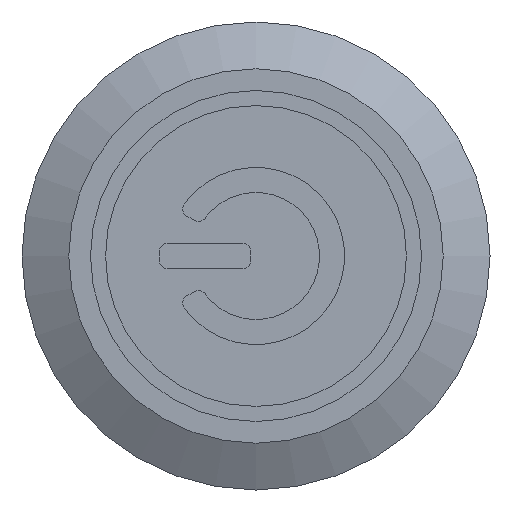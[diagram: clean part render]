
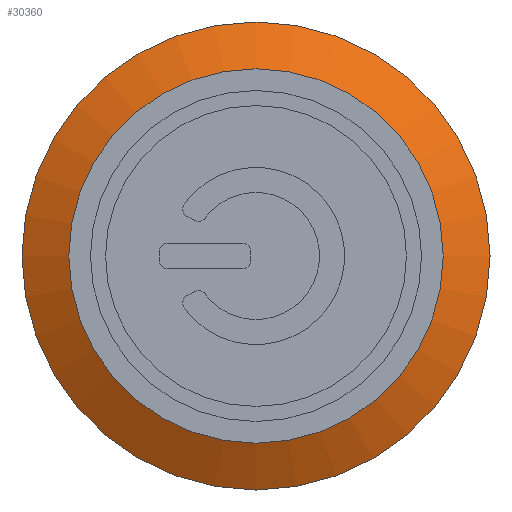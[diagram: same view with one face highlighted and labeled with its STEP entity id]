
A CAD part, left-side view. The second image highlights one B-rep face of the part: STEP entity #30360.
In plain terms, the highlighted conical face has half-angle 61.821 degrees and reference radius 12.6 mm.
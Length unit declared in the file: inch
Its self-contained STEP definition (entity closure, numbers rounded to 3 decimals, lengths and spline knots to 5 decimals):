
#58=CONICAL_SURFACE('',#31930,0.49606,1.079);
#200=CIRCLE('',#31920,0.55118);
#201=CIRCLE('',#31921,0.55118);
#206=CIRCLE('',#31929,0.44094);
#1109=FACE_OUTER_BOUND('',#2696,.T.);
#2696=EDGE_LOOP('',(#21345,#21346,#21347,#21348,#21349));
#4763=LINE('',#43886,#8860);
#8860=VECTOR('',#34532,0.49606);
#12784=VERTEX_POINT('',#43866);
#12785=VERTEX_POINT('',#43867);
#12790=VERTEX_POINT('',#43883);
#15993=EDGE_CURVE('',#12784,#12785,#200,.T.);
#15994=EDGE_CURVE('',#12785,#12784,#201,.T.);
#16001=EDGE_CURVE('',#12790,#12790,#206,.T.);
#16002=EDGE_CURVE('',#12790,#12785,#4763,.T.);
#21345=ORIENTED_EDGE('',*,*,#16001,.F.);
#21346=ORIENTED_EDGE('',*,*,#16002,.T.);
#21347=ORIENTED_EDGE('',*,*,#15993,.F.);
#21348=ORIENTED_EDGE('',*,*,#15994,.F.);
#21349=ORIENTED_EDGE('',*,*,#16002,.F.);
#30360=ADVANCED_FACE('',(#1109),#58,.T.);
#31920=AXIS2_PLACEMENT_3D('',#43868,#34508,#34509);
#31921=AXIS2_PLACEMENT_3D('',#43869,#34510,#34511);
#31929=AXIS2_PLACEMENT_3D('',#43884,#34528,#34529);
#31930=AXIS2_PLACEMENT_3D('',#43885,#34530,#34531);
#34508=DIRECTION('center_axis',(1.,0.,0.));
#34509=DIRECTION('ref_axis',(0.,-1.,0.));
#34510=DIRECTION('center_axis',(1.,0.,0.));
#34511=DIRECTION('ref_axis',(0.,-1.,0.));
#34528=DIRECTION('center_axis',(-1.,0.,0.));
#34529=DIRECTION('ref_axis',(0.,0.,
1.));
#34530=DIRECTION('center_axis',(1.,0.,0.));
#34531=DIRECTION('ref_axis',(0.,0.,
1.));
#34532=DIRECTION('',(0.472,0.,-0.881));
#43866=CARTESIAN_POINT('',(-0.01969,0.55118,0.));
#43867=CARTESIAN_POINT('',(-0.01969,0.,-0.55118));
#43868=CARTESIAN_POINT('Origin',(-0.01969,0.,
0.));
#43869=CARTESIAN_POINT('Origin',(-0.01969,0.,
0.));
#43883=CARTESIAN_POINT('',(-0.07874,0.,-0.44094));
#43884=CARTESIAN_POINT('Origin',(-0.07874,0.,
0.));
#43885=CARTESIAN_POINT('Origin',(-0.04921,0.,
0.));
#43886=CARTESIAN_POINT('',(-0.04921,0.,-0.49606));
